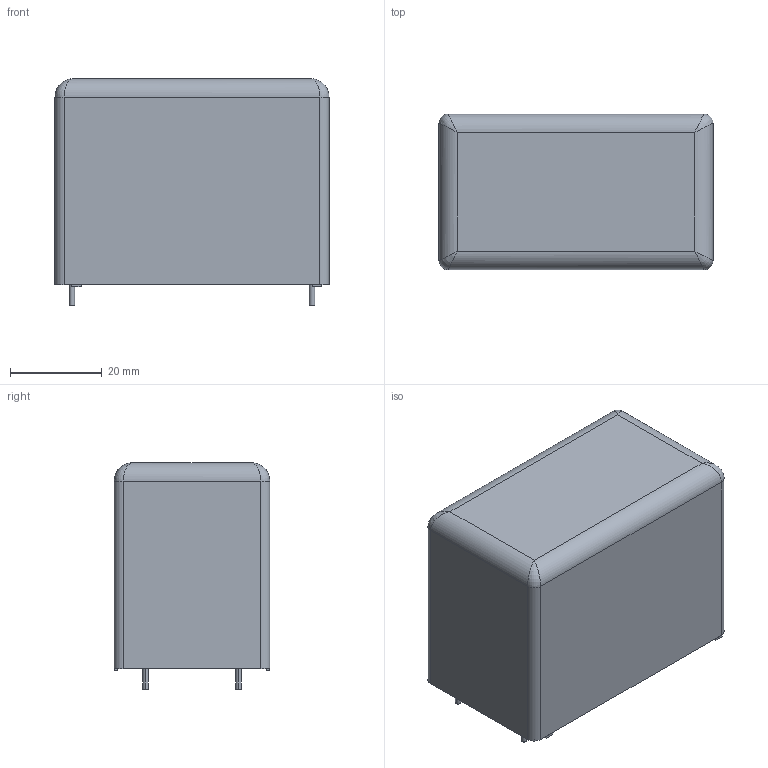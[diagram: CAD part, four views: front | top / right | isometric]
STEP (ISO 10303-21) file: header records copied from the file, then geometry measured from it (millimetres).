
FILE_DESCRIPTION((''),'2;1');
FILE_NAME('CAPR_VISHAY_MKP1848630094Y5.stp','2011-11-08T12:51:16',(''),(''),'Mechanical Desktop 2011','Mechanical Desktop 2011',', , ');
FILE_SCHEMA(('AUTOMOTIVE_DESIGN { 1 2 10303 214 1 1 1 1 }'));
Length unit declared in the file: millimetre
Products named in the file (1): Product
Bounding box: 59.9 x 34 x 49.5 mm (x, y, z)
Volume: 89958.4 mm3; surface area: 16195.7 mm2
Topology: 10 solids, 10 shells, 69 faces, 137 edges, 86 vertices
Faces by surface type: plane 31, bspline 22, cylinder 16
Entity records: 2346 total; most frequent: CARTESIAN_POINT 914, ORIENTED_EDGE 264, DIRECTION 261, EDGE_CURVE 132, VECTOR 101, LINE 101, VERTEX_POINT 84, AXIS2_PLACEMENT_3D 80
